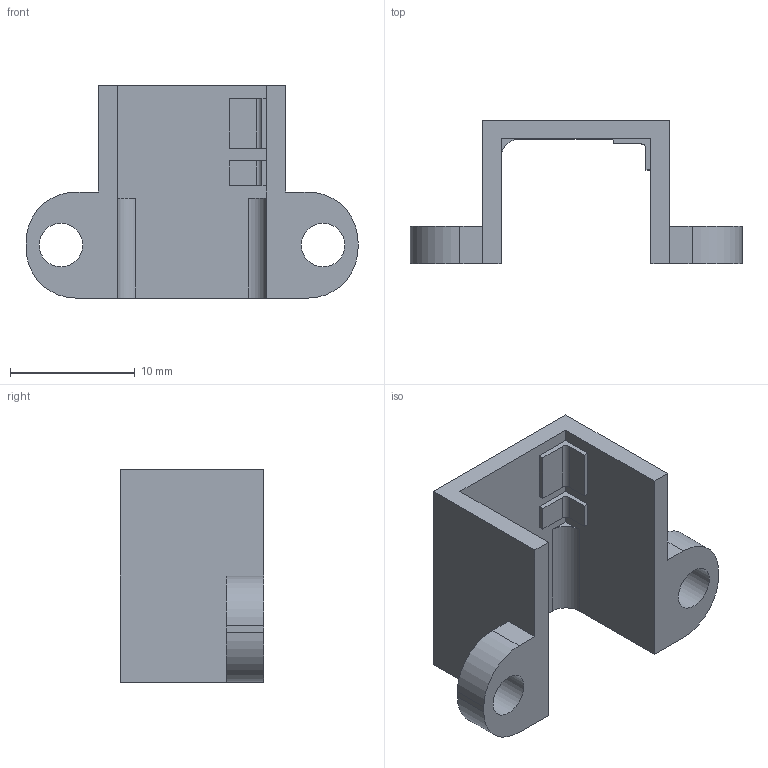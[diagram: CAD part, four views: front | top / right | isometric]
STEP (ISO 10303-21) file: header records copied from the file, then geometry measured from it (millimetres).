
FILE_DESCRIPTION(/* description */ (''),/* implementation_level */ '2;1');
FILE_NAME(/* name */ 'Motor bracket.step',/* time_stamp */ '2018-03-12T15:12:54+01:00',/* author */ (''),/* organization */ (''),/* preprocessor_version */ 'ST-DEVELOPER v16.13',/* originating_system */ 'Autodesk Translation Framework v6.5.0.72',/* authorisation */ '');
FILE_SCHEMA (('AUTOMOTIVE_DESIGN { 1 0 10303 214 3 1 1 }'));
Length unit declared in the file: millimetre
Products named in the file (1): Motor bracket top
Bounding box: 26.6 x 11.5 x 17 mm (x, y, z)
Volume: 1109.5 mm3; surface area: 1591.1 mm2
Topology: 1 solids, 1 shells, 40 faces, 118 edges, 80 vertices
Faces by surface type: plane 30, cylinder 10
Full cylindrical faces by diameter (mm): 3.5 x2
Entity records: 1379 total; most frequent: CARTESIAN_POINT 239, ORIENTED_EDGE 236, DIRECTION 224, EDGE_CURVE 118, LINE 94, VECTOR 94, VERTEX_POINT 80, AXIS2_PLACEMENT_3D 65
